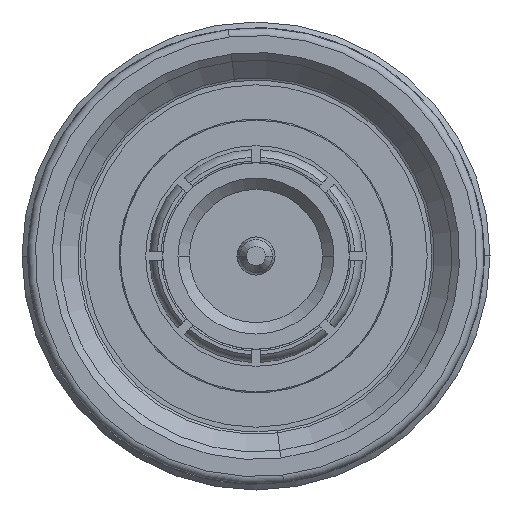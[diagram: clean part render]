
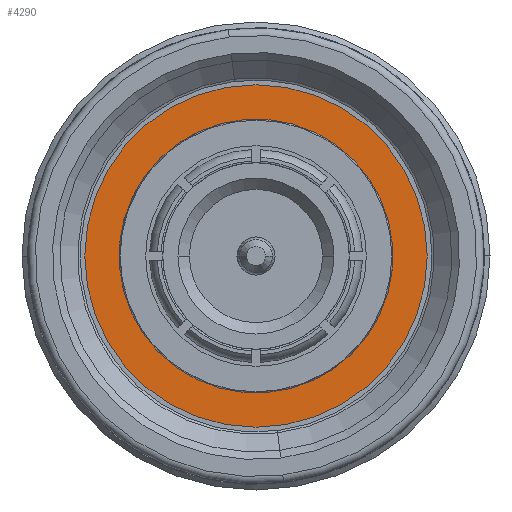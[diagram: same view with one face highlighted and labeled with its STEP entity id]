
A CAD part, left-side view. The second image highlights one B-rep face of the part: STEP entity #4290.
In plain terms, the highlighted planar face has unit normal (-1, 0, 0).
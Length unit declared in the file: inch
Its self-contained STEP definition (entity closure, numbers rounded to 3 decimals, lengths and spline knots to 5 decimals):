
#5 = AXIS2_PLACEMENT_3D ( 'NONE', #2557, #679, #3927 ) ;
#62 = ORIENTED_EDGE ( 'NONE', *, *, #2227, .T. ) ;
#172 = DIRECTION ( 'NONE',  ( 0., 1., 0. ) ) ;
#398 = DIRECTION ( 'NONE',  ( 1., 0., 0. ) ) ;
#429 = VERTEX_POINT ( 'NONE', #875 ) ;
#679 = DIRECTION ( 'NONE',  ( 1., 0., 0. ) ) ;
#740 = EDGE_CURVE ( 'NONE', #3942, #4775, #1617, .T. ) ;
#875 = CARTESIAN_POINT ( 'NONE',  ( 0.24803, 0.17717, 0. ) ) ;
#1302 = ORIENTED_EDGE ( 'NONE', *, *, #2488, .F. ) ;
#1454 = DIRECTION ( 'NONE',  ( 0., 1., 0. ) ) ;
#1594 = EDGE_LOOP ( 'NONE', ( #1302, #5346 ) ) ;
#1617 = CIRCLE ( 'NONE', #5205, 0.14055 ) ;
#1734 = VERTEX_POINT ( 'NONE', #3423 ) ;
#2060 = ORIENTED_EDGE ( 'NONE', *, *, #740, .T. ) ;
#2227 = EDGE_CURVE ( 'NONE', #4775, #3942, #5743, .T. ) ;
#2280 = DIRECTION ( 'NONE',  ( 1., 0., 0. ) ) ;
#2320 = CARTESIAN_POINT ( 'NONE',  ( 0.24803, 0.14055, 0. ) ) ;
#2335 = DIRECTION ( 'NONE',  ( -1., 0., 0. ) ) ;
#2488 = EDGE_CURVE ( 'NONE', #429, #1734, #2749, .T. ) ;
#2557 = CARTESIAN_POINT ( 'NONE',  ( 0.24803, 0., 0. ) ) ;
#2749 = CIRCLE ( 'NONE', #2778, 0.17717 ) ;
#2778 = AXIS2_PLACEMENT_3D ( 'NONE', #5842, #398, #3132 ) ;
#2890 = CARTESIAN_POINT ( 'NONE',  ( 0.24803, 0., 0. ) ) ;
#3132 = DIRECTION ( 'NONE',  ( 0., 1., 0. ) ) ;
#3242 = DIRECTION ( 'NONE',  ( 0., 0., 1. ) ) ;
#3423 = CARTESIAN_POINT ( 'NONE',  ( 0.24803, -0.17717, 0. ) ) ;
#3442 = AXIS2_PLACEMENT_3D ( 'NONE', #2320, #2335, #3242 ) ;
#3478 = CARTESIAN_POINT ( 'NONE',  ( 0.24803, -0.14055, 0. ) ) ;
#3813 = FACE_OUTER_BOUND ( 'NONE', #1594, .T. ) ;
#3834 = EDGE_CURVE ( 'NONE', #1734, #429, #5025, .T. ) ;
#3868 = AXIS2_PLACEMENT_3D ( 'NONE', #2890, #2280, #172 ) ;
#3926 = EDGE_LOOP ( 'NONE', ( #2060, #62 ) ) ;
#3927 = DIRECTION ( 'NONE',  ( 0., 1., 0. ) ) ;
#3942 = VERTEX_POINT ( 'NONE', #5204 ) ;
#4193 = DIRECTION ( 'NONE',  ( 1., 0., 0. ) ) ;
#4290 = ADVANCED_FACE ( 'NONE', ( #3813, #4601 ), #5092, .T. ) ;
#4601 = FACE_BOUND ( 'NONE', #3926, .T. ) ;
#4775 = VERTEX_POINT ( 'NONE', #3478 ) ;
#5025 = CIRCLE ( 'NONE', #3868, 0.17717 ) ;
#5092 = PLANE ( 'NONE',  #3442 ) ;
#5204 = CARTESIAN_POINT ( 'NONE',  ( 0.24803, 0.14055, 0. ) ) ;
#5205 = AXIS2_PLACEMENT_3D ( 'NONE', #5507, #4193, #1454 ) ;
#5346 = ORIENTED_EDGE ( 'NONE', *, *, #3834, .F. ) ;
#5507 = CARTESIAN_POINT ( 'NONE',  ( 0.24803, 0., 0. ) ) ;
#5743 = CIRCLE ( 'NONE', #5, 0.14055 ) ;
#5842 = CARTESIAN_POINT ( 'NONE',  ( 0.24803, 0., 0. ) ) ;
